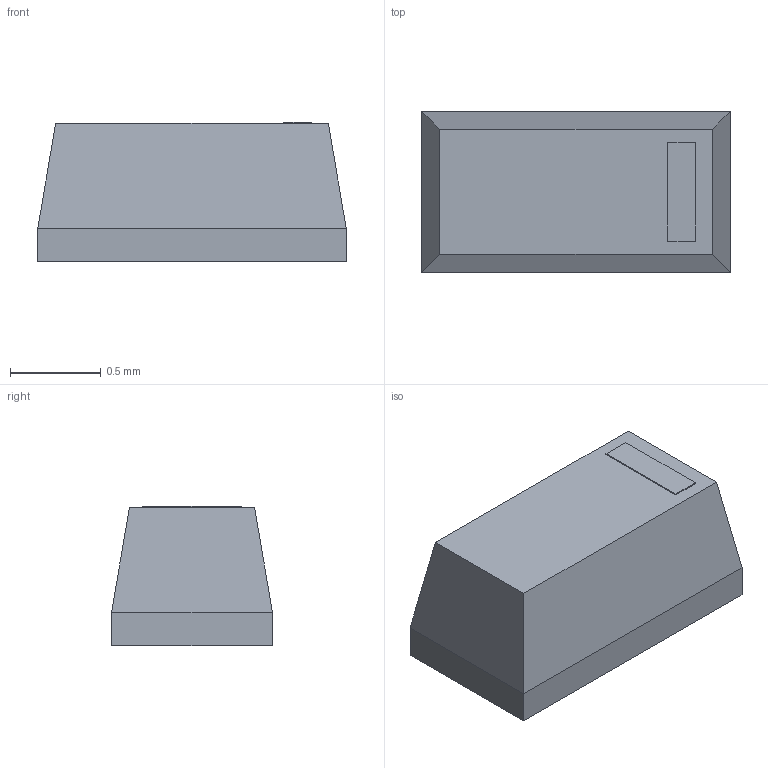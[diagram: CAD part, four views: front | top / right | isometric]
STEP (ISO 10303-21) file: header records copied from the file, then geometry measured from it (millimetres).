
FILE_DESCRIPTION(('STEP AP214'),'1');
FILE_NAME('LED_150060GS75000_WRE','2023-12-16T03:33:26',(''),(''),'','','');
FILE_SCHEMA(('AUTOMOTIVE_DESIGN'));
Length unit declared in the file: millimetre
Products named in the file (1): product
Bounding box: 1.7 x 0.89 x 0.77 mm (x, y, z)
Volume: 1 mm3; surface area: 6.5 mm2
Topology: 2 solids, 3 shells, 16 faces, 32 edges, 20 vertices
Faces by surface type: plane 16
Entity records: 558 total; most frequent: DIRECTION 66, ORIENTED_EDGE 64, CARTESIAN_POINT 37, EDGE_CURVE 32, LINE 32, VECTOR 32, VERTEX_POINT 20, AXIS2_PLACEMENT_3D 17
